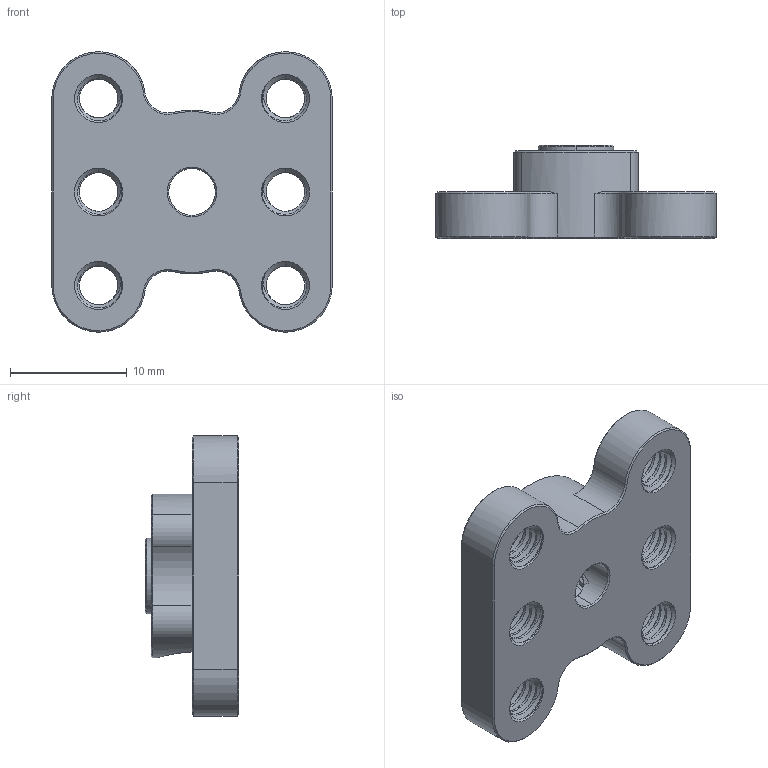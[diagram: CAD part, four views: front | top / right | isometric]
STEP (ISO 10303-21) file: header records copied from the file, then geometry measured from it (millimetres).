
FILE_DESCRIPTION (( 'STEP AP203' ), '1' );
FILE_NAME ('1314-0016-0004 assembly.STEP', '2022-12-08T19:17:15', ( '' ), ( '' ), 'SwSTEP 2.0', 'SolidWorks 2016', '' );
FILE_SCHEMA (( 'CONFIG_CONTROL_DESIGN' ));
Length unit declared in the file: millimetre
Products named in the file (3): 1314-0016-0004; 1314-0016-0004 assembly; 2806-0005-0004_91390A117
Assembly tree (2 placements, depth 2):
  1314-0016-0004 assembly
    1314-0016-0004
    2806-0005-0004_91390A117
Bounding box: 24 x 8 x 24 mm (x, y, z)
Volume: 1923.1 mm3; surface area: 2037.5 mm2
Topology: 2 solids, 2 shells, 343 faces, 960 edges, 618 vertices
Faces by surface type: cylinder 207, cone 82, plane 27, bspline 27
Entity records: 31452 total; most frequent: CARTESIAN_POINT 23631, ORIENTED_EDGE 1912, DIRECTION 1276, EDGE_CURVE 956, VERTEX_POINT 618, AXIS2_PLACEMENT_3D 491, EDGE_LOOP 360, FACE_OUTER_BOUND 343
